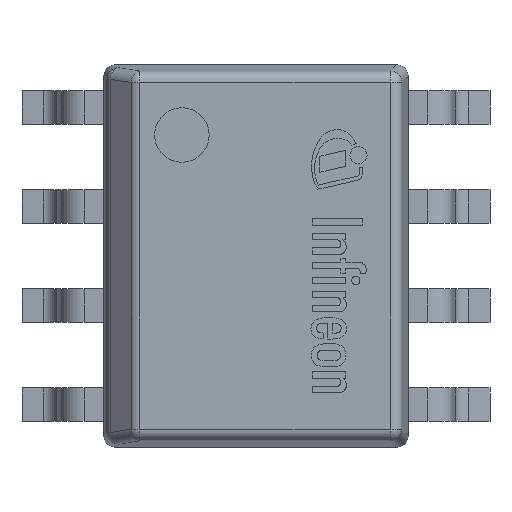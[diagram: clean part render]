
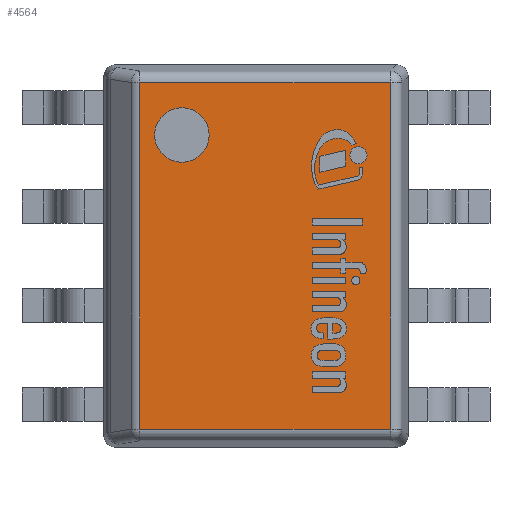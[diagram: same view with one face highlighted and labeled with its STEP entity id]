
A CAD part, top view. The second image highlights one B-rep face of the part: STEP entity #4564.
In plain terms, the highlighted planar face has unit normal (0, 0, 1).
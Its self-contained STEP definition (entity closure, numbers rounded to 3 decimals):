
#124=FACE_BOUND('',#1719,.T.);
#136=PLANE('',#4893);
#332=LINE('',#6545,#841);
#338=LINE('',#6578,#847);
#342=LINE('',#6584,#851);
#344=LINE('',#6587,#853);
#841=VECTOR('',#5275,1.);
#847=VECTOR('',#5313,1.);
#851=VECTOR('',#5321,1.);
#853=VECTOR('',#5325,1.);
#1437=FACE_OUTER_BOUND('',#1718,.T.);
#1718=EDGE_LOOP('',(#3272,#3273,#3274,#3275));
#1719=EDGE_LOOP('',(#3276));
#2008=CIRCLE('',#4894,0.35);
#2097=VERTEX_POINT('',#6512);
#2105=VERTEX_POINT('',#6532);
#2116=VERTEX_POINT('',#6566);
#2117=VERTEX_POINT('',#6570);
#2122=VERTEX_POINT('',#6602);
#2550=EDGE_CURVE('',#2097,#2105,#332,.T.);
#2566=EDGE_CURVE('',#2117,#2116,#338,.T.);
#2570=EDGE_CURVE('',#2105,#2117,#342,.T.);
#2572=EDGE_CURVE('',#2116,#2097,#344,.T.);
#2580=EDGE_CURVE('',#2122,#2122,#2008,.T.);
#3272=ORIENTED_EDGE('',*,*,#2566,.F.);
#3273=ORIENTED_EDGE('',*,*,#2570,.F.);
#3274=ORIENTED_EDGE('',*,*,#2550,.F.);
#3275=ORIENTED_EDGE('',*,*,#2572,.F.);
#3276=ORIENTED_EDGE('',*,*,#2580,.T.);
#4564=ADVANCED_FACE('',(#1437,#124),#136,.T.);
#4893=AXIS2_PLACEMENT_3D('',#6601,#5342,#5343);
#4894=AXIS2_PLACEMENT_3D('',#6603,#5344,#5345);
#5275=DIRECTION('',(0.,-1.,0.));
#5313=DIRECTION('',(0.,1.,0.));
#5321=DIRECTION('',(-1.,0.,0.));
#5325=DIRECTION('',(1.,0.,0.));
#5342=DIRECTION('center_axis',(0.,0.,1.));
#5343=DIRECTION('ref_axis',(-1.,0.,0.));
#5344=DIRECTION('center_axis',(0.,0.,-1.));
#5345=DIRECTION('ref_axis',(-1.,0.,0.));
#6512=CARTESIAN_POINT('',(1.722,2.222,1.72));
#6532=CARTESIAN_POINT('',(1.722,-2.222,1.72));
#6545=CARTESIAN_POINT('',(1.722,1.225,1.72));
#6566=CARTESIAN_POINT('',(-1.493,2.222,1.72));
#6570=CARTESIAN_POINT('',(-1.493,-2.222,1.72));
#6578=CARTESIAN_POINT('',(-1.493,0.,1.72));
#6584=CARTESIAN_POINT('',(0.975,-2.222,1.72));
#6587=CARTESIAN_POINT('',(-0.975,2.222,1.72));
#6601=CARTESIAN_POINT('Origin',(0.,0.,1.72));
#6602=CARTESIAN_POINT('',(-0.6,1.55,1.72));
#6603=CARTESIAN_POINT('Origin',(-0.95,1.55,1.72));
